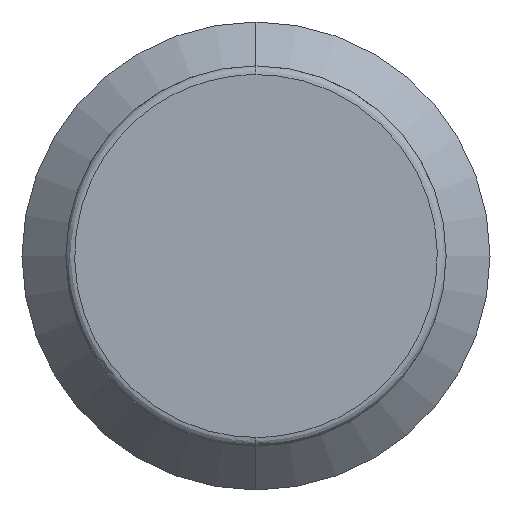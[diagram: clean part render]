
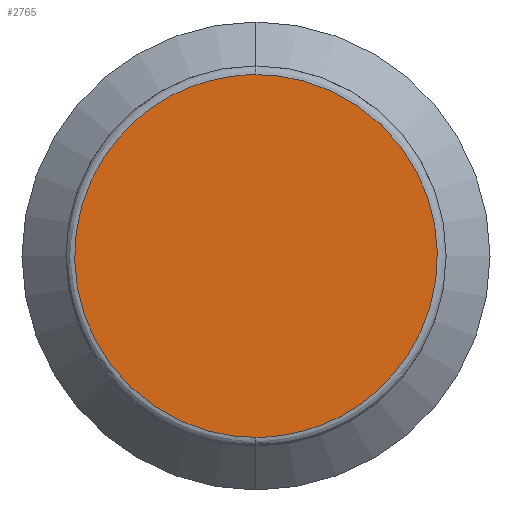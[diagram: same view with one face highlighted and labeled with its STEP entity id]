
A CAD part, left-side view. The second image highlights one B-rep face of the part: STEP entity #2765.
In plain terms, the highlighted planar face has unit normal (-1, 0, 0).
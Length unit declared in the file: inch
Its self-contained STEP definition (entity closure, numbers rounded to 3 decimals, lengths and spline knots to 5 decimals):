
#61 = CARTESIAN_POINT ( 'NONE',  ( -0.15748, -0.24409, -0.12205 ) ) ;
#565 = FACE_OUTER_BOUND ( 'NONE', #2563, .T. ) ;
#577 = VERTEX_POINT ( 'NONE', #949 ) ;
#645 = CARTESIAN_POINT ( 'NONE',  ( -0.15748, 0.24409, 0.12205 ) ) ;
#656 = ORIENTED_EDGE ( 'NONE', *, *, #2732, .F. ) ;
#766 = CARTESIAN_POINT ( 'NONE',  ( -0.15748, 0., 0.12205 ) ) ;
#949 = CARTESIAN_POINT ( 'NONE',  ( -0.15748, 0., -0.12205 ) ) ;
#1044 = VERTEX_POINT ( 'NONE', #766 ) ;
#1141 = ORIENTED_EDGE ( 'NONE', *, *, #3033, .F. ) ;
#1419 = DIRECTION ( 'NONE',  ( 0., 0., 1. ) ) ;
#1462 = CARTESIAN_POINT ( 'NONE',  ( -0.15748, -0.24409, 0.12205 ) ) ;
#1518 = AXIS2_PLACEMENT_3D ( 'NONE', #2367, #2818, #1419 ) ;
#1704 =( BOUNDED_CURVE ( )  B_SPLINE_CURVE ( 3, ( #3023, #2523, #645, #1868 ),
 .UNSPECIFIED., .F., .F. ) 
 B_SPLINE_CURVE_WITH_KNOTS ( ( 4, 4 ),
 ( 0.5, 1. ),
 .UNSPECIFIED. ) 
 CURVE ( )  GEOMETRIC_REPRESENTATION_ITEM ( )  RATIONAL_B_SPLINE_CURVE ( ( 1., 0.333, 0.333, 1. ) ) 
 REPRESENTATION_ITEM ( '' )  );
#1868 = CARTESIAN_POINT ( 'NONE',  ( -0.15748, 0., 0.12205 ) ) ;
#2367 = CARTESIAN_POINT ( 'NONE',  ( -0.15748, 0., 0. ) ) ;
#2383 = CARTESIAN_POINT ( 'NONE',  ( -0.15748, 0., -0.12205 ) ) ;
#2523 = CARTESIAN_POINT ( 'NONE',  ( -0.15748, 0.24409, -0.12205 ) ) ;
#2563 = EDGE_LOOP ( 'NONE', ( #1141, #656 ) ) ;
#2732 = EDGE_CURVE ( 'NONE', #577, #1044, #1704, .T. ) ;
#2765 = ADVANCED_FACE ( 'NONE', ( #565 ), #2805, .T. ) ;
#2805 = PLANE ( 'NONE',  #1518 ) ;
#2818 = DIRECTION ( 'NONE',  ( -1., 0., 0. ) ) ;
#2865 = CARTESIAN_POINT ( 'NONE',  ( -0.15748, 0., 0.12205 ) ) ;
#2912 =( BOUNDED_CURVE ( )  B_SPLINE_CURVE ( 3, ( #2865, #1462, #61, #2383 ),
 .UNSPECIFIED., .F., .F. ) 
 B_SPLINE_CURVE_WITH_KNOTS ( ( 4, 4 ),
 ( 0., 0.5 ),
 .UNSPECIFIED. ) 
 CURVE ( )  GEOMETRIC_REPRESENTATION_ITEM ( )  RATIONAL_B_SPLINE_CURVE ( ( 1., 0.333, 0.333, 1. ) ) 
 REPRESENTATION_ITEM ( '' )  );
#3023 = CARTESIAN_POINT ( 'NONE',  ( -0.15748, 0., -0.12205 ) ) ;
#3033 = EDGE_CURVE ( 'NONE', #1044, #577, #2912, .T. ) ;
